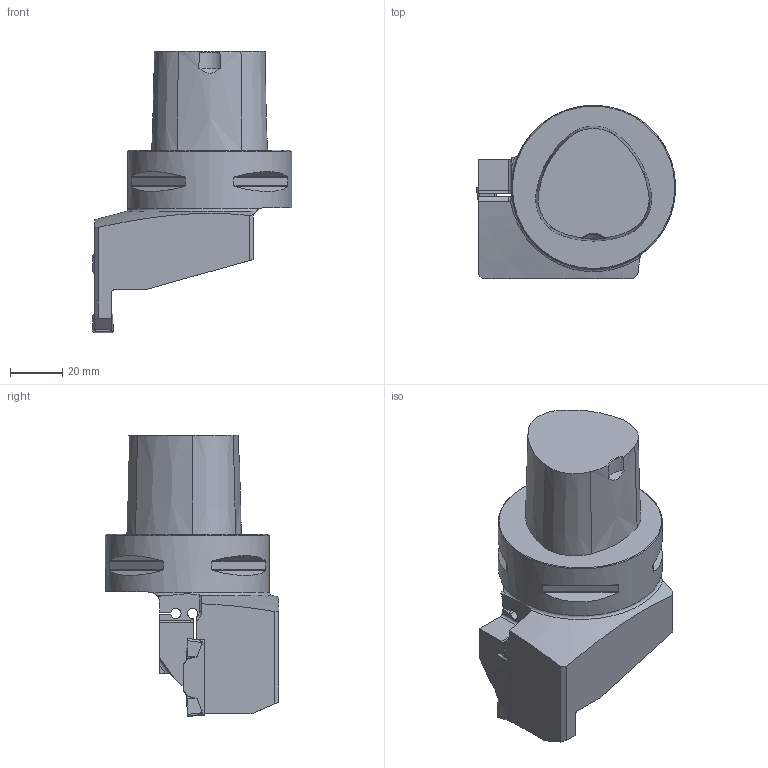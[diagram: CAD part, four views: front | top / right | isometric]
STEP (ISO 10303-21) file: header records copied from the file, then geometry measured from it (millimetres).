
FILE_DESCRIPTION(/* description */ (''),/* implementation_level */ '2;1');
FILE_NAME(/* name */ 'TOOLASSEMBLY_1.STP',/* time_stamp */ '2022-08-25T07:26:40+02:00',/* author */ (''),/* organization */ ('SMS'),/* preprocessor_version */ 'ST-DEVELOPER v16.7',/* originating_system */ 'SIEMENS PLM Software NX 12.0',/* authorisation */ '');
FILE_SCHEMA (('AUTOMOTIVE_DESIGN { 1 0 10303 214 3 1 1 1 }'));
Length unit declared in the file: millimetre
Products named in the file (4): ASSEMBLY_CONSTRUCTION; CUT_20220825072540; NOCUT_20220825072450; TOOLASSEMBLY_1
Assembly tree (3 placements, depth 2):
  TOOLASSEMBLY_1
    NOCUT_20220825072450
    CUT_20220825072540
    ASSEMBLY_CONSTRUCTION
Bounding box: 76.52 x 66.5 x 108 mm (x, y, z)
Volume: 195178.3 mm3; surface area: 28401.3 mm2
Topology: 2 solids, 2 shells, 168 faces, 479 edges, 327 vertices
Faces by surface type: plane 91, cylinder 35, extrusion 24, cone 11, bspline 4, torus 3
Full cylindrical faces by diameter (mm): 63 x1
Entity records: 6885 total; most frequent: CARTESIAN_POINT 2552, ORIENTED_EDGE 944, DIRECTION 735, EDGE_CURVE 472, VERTEX_POINT 315, VECTOR 309, LINE 285, AXIS2_PLACEMENT_3D 213
